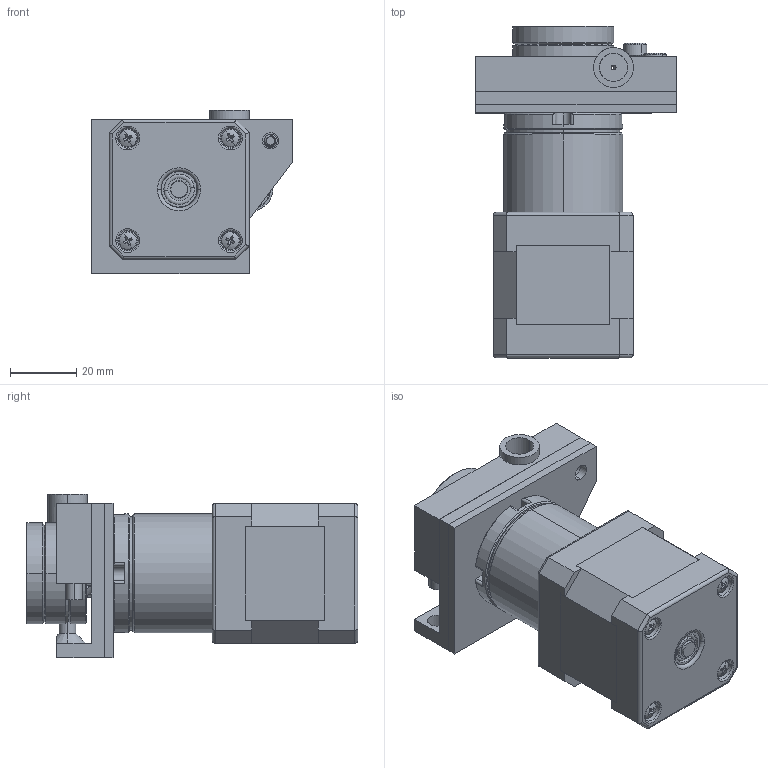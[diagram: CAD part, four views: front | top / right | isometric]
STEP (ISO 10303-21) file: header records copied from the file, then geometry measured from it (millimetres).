
FILE_DESCRIPTION (( 'STEP AP214' ), '1' );
FILE_NAME ('Wire Feed Assembly.STEP', '2021-03-06T15:35:07', ( '' ), ( '' ), 'SwSTEP 2.0', 'SolidWorks 2020', '' );
FILE_SCHEMA (( 'AUTOMOTIVE_DESIGN' ));
Length unit declared in the file: millimetre
Products named in the file (19): Cuerpo_Predeterminado; instrument ball bearing_68_am_AFBMA 12.1.4.1 - 0050-11 - 10,SI,NC,10_68; M4ThreadedInsert; LeverArm; Tapa_Predeterminado; Base_Predeterminado; FacePlate; NEMA 17_Predeterminado; pan cross head_am_B18.6.7M - M3 x 0.5 x 5 Type I Cross Recessed PHMS --5N; 90128A212_ZNC-PLTD ALLOY STL SCKT HEAD CAP SCREW_90128A212; 624ZZ; Wire Feed Assembly; Pivot Insert; SO Economy19 Gearbox; WireShaftAdapter; Eje_Predeterminado; 94241A520 Washer; MountingBracket; MillerWireWheel
Assembly tree (23 placements, depth 3):
  Wire Feed Assembly
    LeverArm
    624ZZ
    94241A520 Washer
    90128A212_ZNC-PLTD ALLOY STL SCKT HEAD CAP SCREW_90128A212  x2
    Pivot Insert
    M4ThreadedInsert
    SO Economy19 Gearbox
    NEMA 17_Predeterminado
      Base_Predeterminado
      Cuerpo_Predeterminado
      Tapa_Predeterminado
      pan cross head_am_B18.6.7M - M3 x 0.5 x 5 Type I Cross Recessed PHMS --5N  x4
      Eje_Predeterminado
      instrument ball bearing_68_am_AFBMA 12.1.4.1 - 0050-11 - 10,SI,NC,10_68  x2
    MillerWireWheel
    MountingBracket
    FacePlate
    WireShaftAdapter
Bounding box: 60.54 x 100.26 x 49.36 mm (x, y, z)
Volume: 145808.3 mm3; surface area: 52456.8 mm2
Topology: 22 solids, 22 shells, 1096 faces, 2805 edges, 1805 vertices
Faces by surface type: plane 491, cylinder 459, torus 74, cone 57, sphere 8, bspline 7
Entity records: 32323 total; most frequent: CARTESIAN_POINT 8526, DIRECTION 4951, ORIENTED_EDGE 4740, EDGE_CURVE 2370, AXIS2_PLACEMENT_3D 1850, VERTEX_POINT 1536, LINE 1251, VECTOR 1251
